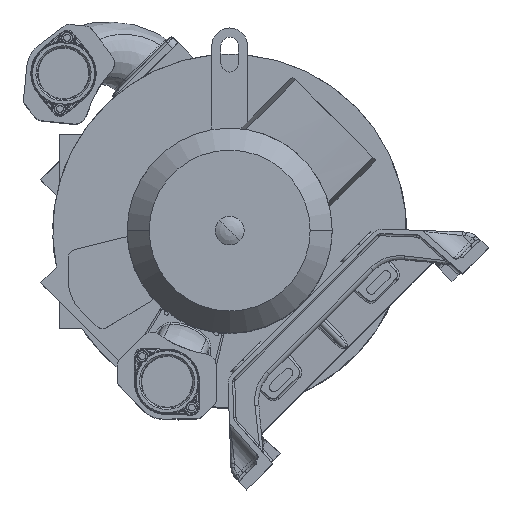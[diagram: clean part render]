
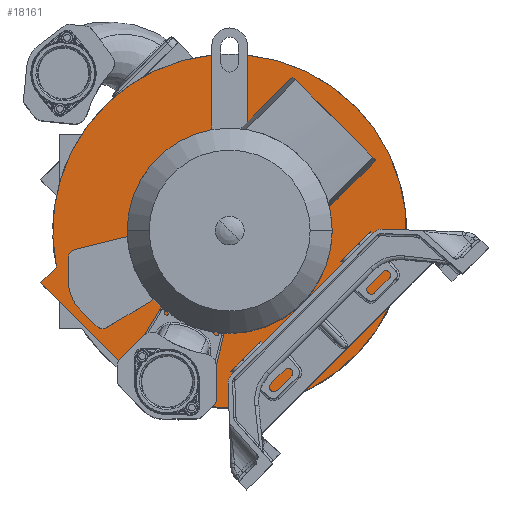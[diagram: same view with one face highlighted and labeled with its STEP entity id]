
A CAD part, top view. The second image highlights one B-rep face of the part: STEP entity #18161.
In plain terms, the highlighted planar face has unit normal (0, 0, 1).
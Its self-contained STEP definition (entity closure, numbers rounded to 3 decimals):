
#3214=CARTESIAN_POINT('',(0.,0.,93.));
#3215=DIRECTION('',(0.,0.,1.));
#3216=DIRECTION('',(-0.101,0.995,0.));
#3217=AXIS2_PLACEMENT_3D('',#3214,#3215,#3216);
#3245=CARTESIAN_POINT('',(0.,0.,93.));
#3246=DIRECTION('',(0.,0.,1.));
#3247=DIRECTION('',(-0.203,-0.979,0.));
#3248=AXIS2_PLACEMENT_3D('',#3245,#3246,#3247);
#3315=CARTESIAN_POINT('',(0.,0.,93.));
#3316=DIRECTION('',(0.,0.,1.));
#3317=DIRECTION('',(1.,0.,0.));
#3318=AXIS2_PLACEMENT_3D('',#3315,#3316,#3317);
#3320=CARTESIAN_POINT('',(43.5,138.845,93.));
#3321=DIRECTION('',(0.,0.,1.));
#3322=DIRECTION('',(-1.,0.,0.));
#3323=AXIS2_PLACEMENT_3D('',#3320,#3321,#3322);
#3325=DIRECTION('',(0.,-1.,0.));
#3326=VECTOR('',#3325,92.967);
#3327=CARTESIAN_POINT('',(23.5,231.812,93.));
#3328=LINE('',#3327,#3326);
#3329=DIRECTION('',(-0.707,-0.707,0.));
#3330=VECTOR('',#3329,29.237);
#3331=CARTESIAN_POINT('',(-47.284,-228.152,93.));
#3332=LINE('',#3331,#3330);
#3333=DIRECTION('',(-0.707,0.707,0.));
#3334=VECTOR('',#3333,255.785);
#3335=CARTESIAN_POINT('',(-67.958,-248.826,93.));
#3336=LINE('',#3335,#3334);
#3337=DIRECTION('',(0.707,0.707,0.));
#3338=VECTOR('',#3337,29.237);
#3339=CARTESIAN_POINT('',(-248.826,-67.958,93.));
#3340=LINE('',#3339,#3338);
#3341=DIRECTION('',(0.,-1.,0.));
#3342=VECTOR('',#3341,92.967);
#3343=CARTESIAN_POINT('',(-23.5,231.812,93.));
#3344=LINE('',#3343,#3342);
#3345=CARTESIAN_POINT('',(-43.5,138.845,93.));
#3346=DIRECTION('',(0.,0.,1.));
#3347=DIRECTION('',(0.953,-0.304,0.));
#3348=AXIS2_PLACEMENT_3D('',#3345,#3346,#3347);
#3350=CARTESIAN_POINT('',(0.,0.,93.));
#3351=DIRECTION('',(0.,0.,1.));
#3352=DIRECTION('',(-0.181,0.983,0.));
#3353=AXIS2_PLACEMENT_3D('',#3350,#3351,#3352);
#3355=CARTESIAN_POINT('',(0.,0.,93.));
#3356=DIRECTION('',(0.,0.,1.));
#3357=DIRECTION('',(-1.,0.,0.));
#3358=AXIS2_PLACEMENT_3D('',#3355,#3356,#3357);
#3360=CARTESIAN_POINT('',(-135.458,-18.222,93.));
#3361=DIRECTION('',(0.,0.,1.));
#3362=DIRECTION('',(0.065,0.998,0.));
#3363=AXIS2_PLACEMENT_3D('',#3360,#3361,#3362);
#3365=DIRECTION('',(-0.97,-0.242,0.));
#3366=VECTOR('',#3365,68.42);
#3367=CARTESIAN_POINT('',(-137.996,-8.034,93.));
#3368=LINE('',#3367,#3366);
#3369=CARTESIAN_POINT('',(-201.85,-34.756,93.));
#3370=DIRECTION('',(0.,0.,1.));
#3371=DIRECTION('',(-0.242,0.97,0.));
#3372=AXIS2_PLACEMENT_3D('',#3369,#3370,#3371);
#3374=CARTESIAN_POINT('',(-157.983,-65.439,93.));
#3375=DIRECTION('',(0.,0.,1.));
#3376=DIRECTION('',(-1.,0.,0.));
#3377=AXIS2_PLACEMENT_3D('',#3374,#3375,#3376);
#3379=DIRECTION('',(0.71,-0.704,0.));
#3380=VECTOR('',#3379,30.491);
#3381=CARTESIAN_POINT('',(-196.353,-104.144,93.));
#3382=LINE('',#3381,#3380);
#3383=CARTESIAN_POINT('',(-167.306,-118.153,93.));
#3384=DIRECTION('',(0.,0.,1.));
#3385=DIRECTION('',(-0.704,-0.71,0.));
#3386=AXIS2_PLACEMENT_3D('',#3383,#3384,#3385);
#3388=DIRECTION('',(0.857,0.515,0.));
#3389=VECTOR('',#3388,68.418);
#3390=CARTESIAN_POINT('',(-161.895,-127.151,93.));
#3391=LINE('',#3390,#3389);
#3392=CARTESIAN_POINT('',(-108.669,-82.898,93.));
#3393=DIRECTION('',(0.,0.,1.));
#3394=DIRECTION('',(0.515,-0.857,0.));
#3395=AXIS2_PLACEMENT_3D('',#3392,#3393,#3394);
#3397=CARTESIAN_POINT('',(0.,0.,93.));
#3398=DIRECTION('',(0.,0.,1.));
#3399=DIRECTION('',(-0.747,-0.665,0.));
#3400=AXIS2_PLACEMENT_3D('',#3397,#3398,#3399);
#9039=CARTESIAN_POINT('',(-157.983,-65.439,93.));
#9040=DIRECTION('',(0.,0.,-1.));
#9041=DIRECTION('',(-1.,0.,0.));
#9042=AXIS2_PLACEMENT_3D('',#9039,#9040,#9041);
#9052=DIRECTION('',(0.004,1.,0.));
#9053=VECTOR('',#9052,30.489);
#9054=CARTESIAN_POINT('',(-212.483,-65.201,93.));
#9055=LINE('',#9054,#9053);
#10641=CARTESIAN_POINT('',(-67.958,-248.826,93.));
#10642=CARTESIAN_POINT('',(-248.826,-67.958,93.));
#10643=VERTEX_POINT('',#10641);
#10644=VERTEX_POINT('',#10642);
#10645=CARTESIAN_POINT('',(-228.152,-47.284,93.));
#10646=VERTEX_POINT('',#10645);
#10647=CARTESIAN_POINT('',(-47.284,-228.152,93.));
#10648=VERTEX_POINT('',#10647);
#10649=CARTESIAN_POINT('',(-137.996,-8.034,93.));
#10650=CARTESIAN_POINT('',(-204.388,-24.567,93.));
#10651=VERTEX_POINT('',#10649);
#10652=VERTEX_POINT('',#10650);
#10653=CARTESIAN_POINT('',(-212.35,-34.715,93.));
#10654=VERTEX_POINT('',#10653);
#10655=CARTESIAN_POINT('',(-212.483,-65.201,93.));
#10656=VERTEX_POINT('',#10655);
#10657=CARTESIAN_POINT('',(-212.484,-65.442,93.));
#10658=VERTEX_POINT('',#10657);
#10659=CARTESIAN_POINT('',(-196.353,-104.144,93.));
#10660=VERTEX_POINT('',#10659);
#10661=CARTESIAN_POINT('',(-174.698,-125.61,93.));
#10662=VERTEX_POINT('',#10661);
#10663=CARTESIAN_POINT('',(-161.892,-127.15,93.));
#10664=VERTEX_POINT('',#10663);
#10665=CARTESIAN_POINT('',(-103.258,-91.897,93.));
#10666=VERTEX_POINT('',#10665);
#11554=CARTESIAN_POINT('',(23.5,231.812,93.));
#11555=CARTESIAN_POINT('',(23.5,138.845,93.));
#11556=VERTEX_POINT('',#11554);
#11557=VERTEX_POINT('',#11555);
#11558=CARTESIAN_POINT('',(-23.5,231.812,93.));
#11559=CARTESIAN_POINT('',(-23.5,138.845,93.));
#11560=VERTEX_POINT('',#11558);
#11561=VERTEX_POINT('',#11559);
#11605=CARTESIAN_POINT('',(135.,0.,93.));
#11606=CARTESIAN_POINT('',(24.446,132.768,93.));
#11607=VERTEX_POINT('',#11605);
#11608=VERTEX_POINT('',#11606);
#11609=CARTESIAN_POINT('',(-24.446,132.768,93.));
#11610=CARTESIAN_POINT('',(-135.,0.,93.));
#11611=VERTEX_POINT('',#11609);
#11612=VERTEX_POINT('',#11610);
#11613=CARTESIAN_POINT('',(-134.778,-7.745,93.));
#11614=VERTEX_POINT('',#11613);
#11615=CARTESIAN_POINT('',(-100.778,-89.826,93.));
#11616=VERTEX_POINT('',#11615);
#18110=CARTESIAN_POINT('',(0.,0.,93.));
#18111=DIRECTION('',(0.,0.,1.));
#18112=DIRECTION('',(0.,-1.,0.));
#18113=AXIS2_PLACEMENT_3D('',#18110,#18111,#18112);
#18114=PLANE('',#18113);
#18116=ORIENTED_EDGE('',*,*,#18115,.T.);
#18118=ORIENTED_EDGE('',*,*,#18117,.F.);
#18120=ORIENTED_EDGE('',*,*,#18119,.F.);
#18121=ORIENTED_EDGE('',*,*,#18041,.F.);
#18123=ORIENTED_EDGE('',*,*,#18122,.T.);
#18125=ORIENTED_EDGE('',*,*,#18124,.T.);
#18127=ORIENTED_EDGE('',*,*,#18126,.T.);
#18128=ORIENTED_EDGE('',*,*,#18018,.F.);
#18130=ORIENTED_EDGE('',*,*,#18129,.T.);
#18132=ORIENTED_EDGE('',*,*,#18131,.F.);
#18134=ORIENTED_EDGE('',*,*,#18133,.T.);
#18136=ORIENTED_EDGE('',*,*,#18135,.T.);
#18138=ORIENTED_EDGE('',*,*,#18137,.T.);
#18140=ORIENTED_EDGE('',*,*,#18139,.T.);
#18142=ORIENTED_EDGE('',*,*,#18141,.T.);
#18144=ORIENTED_EDGE('',*,*,#18143,.F.);
#18146=ORIENTED_EDGE('',*,*,#18145,.F.);
#18148=ORIENTED_EDGE('',*,*,#18147,.T.);
#18150=ORIENTED_EDGE('',*,*,#18149,.T.);
#18152=ORIENTED_EDGE('',*,*,#18151,.T.);
#18154=ORIENTED_EDGE('',*,*,#18153,.T.);
#18156=ORIENTED_EDGE('',*,*,#18155,.T.);
#18158=ORIENTED_EDGE('',*,*,#18157,.T.);
#18159=EDGE_LOOP('',(#18116,#18118,#18120,#18121,#18123,#18125,#18127,#18128,
#18130,#18132,#18134,#18136,#18138,#18140,#18142,#18144,#18146,#18148,#18150,
#18152,#18154,#18156,#18158));
#18160=FACE_OUTER_BOUND('',#18159,.F.);
#18161=ADVANCED_FACE('',(#18160),#18114,.T.);
#3218=CIRCLE('',#3217,233.);
#3249=CIRCLE('',#3248,233.);
#3319=CIRCLE('',#3318,135.);
#3324=CIRCLE('',#3323,20.);
#3349=CIRCLE('',#3348,20.);
#3354=CIRCLE('',#3353,135.);
#3359=CIRCLE('',#3358,135.);
#3364=CIRCLE('',#3363,10.5);
#3373=CIRCLE('',#3372,10.5);
#3378=CIRCLE('',#3377,54.5);
#3387=CIRCLE('',#3386,10.5);
#3396=CIRCLE('',#3395,10.5);
#3401=CIRCLE('',#3400,135.);
#9043=CIRCLE('',#9042,54.5);
#18018=EDGE_CURVE('',#11560,#10646,#3218,.T.);
#18041=EDGE_CURVE('',#10648,#11556,#3249,.T.);
#18115=EDGE_CURVE('',#11607,#11608,#3319,.T.);
#18117=EDGE_CURVE('',#11557,#11608,#3324,.T.);
#18119=EDGE_CURVE('',#11556,#11557,#3328,.T.);
#18122=EDGE_CURVE('',#10648,#10643,#3332,.T.);
#18124=EDGE_CURVE('',#10643,#10644,#3336,.T.);
#18126=EDGE_CURVE('',#10644,#10646,#3340,.T.);
#18129=EDGE_CURVE('',#11560,#11561,#3344,.T.);
#18131=EDGE_CURVE('',#11611,#11561,#3349,.T.);
#18133=EDGE_CURVE('',#11611,#11612,#3354,.T.);
#18135=EDGE_CURVE('',#11612,#11614,#3359,.T.);
#18137=EDGE_CURVE('',#11614,#10651,#3364,.T.);
#18139=EDGE_CURVE('',#10651,#10652,#3368,.T.);
#18141=EDGE_CURVE('',#10652,#10654,#3373,.T.);
#18143=EDGE_CURVE('',#10656,#10654,#9055,.T.);
#18145=EDGE_CURVE('',#10658,#10656,#9043,.T.);
#18147=EDGE_CURVE('',#10658,#10660,#3378,.T.);
#18149=EDGE_CURVE('',#10660,#10662,#3382,.T.);
#18151=EDGE_CURVE('',#10662,#10664,#3387,.T.);
#18153=EDGE_CURVE('',#10664,#10666,#3391,.T.);
#18155=EDGE_CURVE('',#10666,#11616,#3396,.T.);
#18157=EDGE_CURVE('',#11616,#11607,#3401,.T.);
